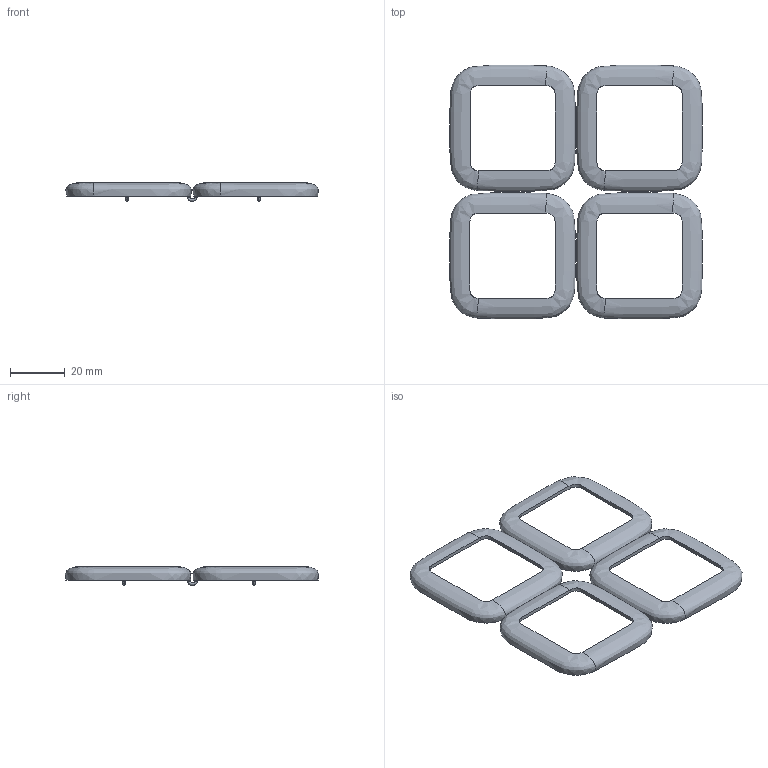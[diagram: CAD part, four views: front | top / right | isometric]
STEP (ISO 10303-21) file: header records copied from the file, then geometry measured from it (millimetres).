
FILE_DESCRIPTION(/* description */ (''),/* implementation_level */ '2;1');
FILE_NAME(/* name */ 'top',/* time_stamp */ '2015-05-13T11:02:11-07:00',/* author */ (''),/* organization */ (''),/* preprocessor_version */ 'ST-DEVELOPER v15',/* originating_system */ '',/* authorisation */ '');
FILE_SCHEMA (('AUTOMOTIVE_DESIGN'));
Length unit declared in the file: inch
Products named in the file (3): Document; Top latch; Button peg
Assembly tree (64 placements, depth 2):
  Document
    Top latch  x32
    Button peg  x32
Bounding box: 92.01 x 92.24 x 6.84 mm (x, y, z)
Volume: 7768.5 mm3; surface area: 15306 mm2
Topology: 40 solids, 72 shells, 760 faces, 1840 edges, 1164 vertices
Faces by surface type: bspline 380, plane 380
Entity records: 13213 total; most frequent: CARTESIAN_POINT 9835, ORIENTED_EDGE 886, EDGE_CURVE 446, B_SPLINE_CURVE_WITH_KNOTS 378, VERTEX_POINT 296, EDGE_LOOP 183, DIRECTION 179, ADVANCED_FACE 171
